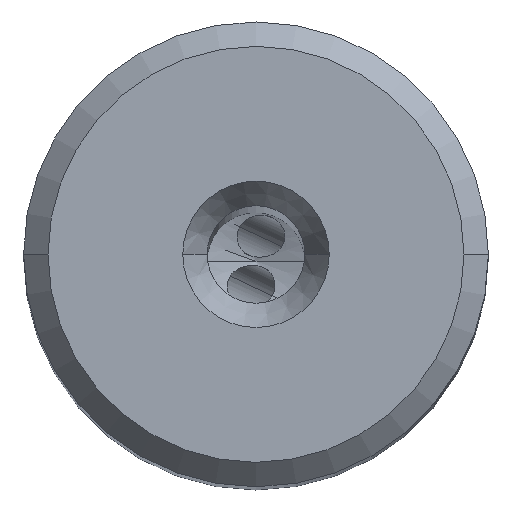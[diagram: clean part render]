
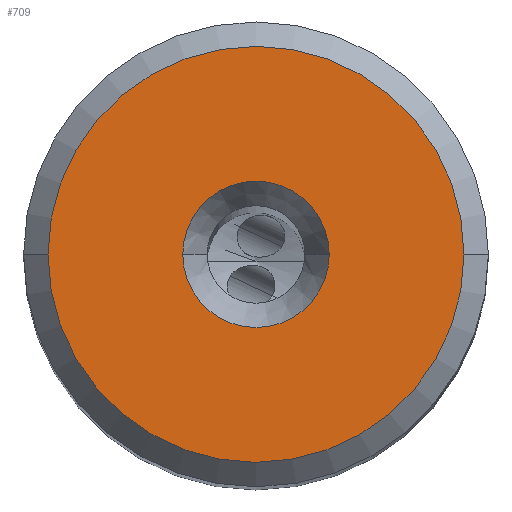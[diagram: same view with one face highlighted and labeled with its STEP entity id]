
A CAD part, top view. The second image highlights one B-rep face of the part: STEP entity #709.
In plain terms, the highlighted planar face has unit normal (0, 0, 1).
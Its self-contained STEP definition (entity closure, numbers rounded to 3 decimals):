
#181=FACE_BOUND('',#1210,.T.);
#182=FACE_BOUND('',#1211,.T.);
#211=PLANE('',#4627);
#709=ADVANCED_FACE('',(#181,#182),#211,.T.);
#1210=EDGE_LOOP('',(#2117,#2118,#2119,#2120));
#1211=EDGE_LOOP('',(#2121,#2122));
#1643=CIRCLE('',#4620,3.);
#1644=CIRCLE('',#4622,8.525);
#1645=CIRCLE('',#4623,8.525);
#1646=CIRCLE('',#4624,8.525);
#1647=CIRCLE('',#4625,8.525);
#1648=CIRCLE('',#4626,3.);
#2117=ORIENTED_EDGE('',*,*,#3802,.F.);
#2118=ORIENTED_EDGE('',*,*,#3803,.T.);
#2119=ORIENTED_EDGE('',*,*,#3804,.T.);
#2120=ORIENTED_EDGE('',*,*,#3805,.F.);
#2121=ORIENTED_EDGE('',*,*,#3801,.F.);
#2122=ORIENTED_EDGE('',*,*,#3806,.F.);
#3305=VERTEX_POINT('',#7808);
#3306=VERTEX_POINT('',#7810);
#3307=VERTEX_POINT('',#7814);
#3308=VERTEX_POINT('',#7815);
#3309=VERTEX_POINT('',#7817);
#3310=VERTEX_POINT('',#7819);
#3801=EDGE_CURVE('',#3306,#3305,#1643,.T.);
#3802=EDGE_CURVE('',#3307,#3308,#1644,.T.);
#3803=EDGE_CURVE('',#3307,#3309,#1645,.T.);
#3804=EDGE_CURVE('',#3309,#3310,#1646,.T.);
#3805=EDGE_CURVE('',#3308,#3310,#1647,.T.);
#3806=EDGE_CURVE('',#3305,#3306,#1648,.T.);
#4620=AXIS2_PLACEMENT_3D('',#7811,#5324,#5325);
#4622=AXIS2_PLACEMENT_3D('',#7813,#5328,#5329);
#4623=AXIS2_PLACEMENT_3D('',#7816,#5330,#5331);
#4624=AXIS2_PLACEMENT_3D('',#7818,#5332,#5333);
#4625=AXIS2_PLACEMENT_3D('',#7820,#5334,#5335);
#4626=AXIS2_PLACEMENT_3D('',#7821,#5336,#5337);
#4627=AXIS2_PLACEMENT_3D('',#7822,#5338,#5339);
#5324=DIRECTION('',(0.,0.,1.));
#5325=DIRECTION('',(-1.,0.,0.));
#5328=DIRECTION('',(0.,0.,-1.));
#5329=DIRECTION('',(-1.,0.001,0.));
#5330=DIRECTION('',(0.,0.,1.));
#5331=DIRECTION('',(-1.,0.001,0.));
#5332=DIRECTION('',(0.,0.,1.));
#5333=DIRECTION('',(1.,-0.001,0.));
#5334=DIRECTION('',(0.,0.,-1.));
#5335=DIRECTION('',(1.,-0.001,0.));
#5336=DIRECTION('',(0.,0.,1.));
#5337=DIRECTION('',(1.,0.,0.));
#5338=DIRECTION('',(0.,0.,1.));
#5339=DIRECTION('',(1.,0.,0.));
#7808=CARTESIAN_POINT('',(3.,0.,0.));
#7810=CARTESIAN_POINT('',(-3.,0.,0.));
#7811=CARTESIAN_POINT('',(0.,0.,0.));
#7813=CARTESIAN_POINT('',(0.,0.,0.));
#7814=CARTESIAN_POINT('',(-8.525,0.01,0.));
#7815=CARTESIAN_POINT('',(8.525,0.,0.));
#7816=CARTESIAN_POINT('',(0.,0.,0.));
#7817=CARTESIAN_POINT('',(-8.525,0.,0.));
#7818=CARTESIAN_POINT('',(0.,0.,0.));
#7819=CARTESIAN_POINT('',(8.525,-0.01,0.));
#7820=CARTESIAN_POINT('',(0.,0.,0.));
#7821=CARTESIAN_POINT('',(0.,0.,0.));
#7822=CARTESIAN_POINT('',(0.,0.,0.));
